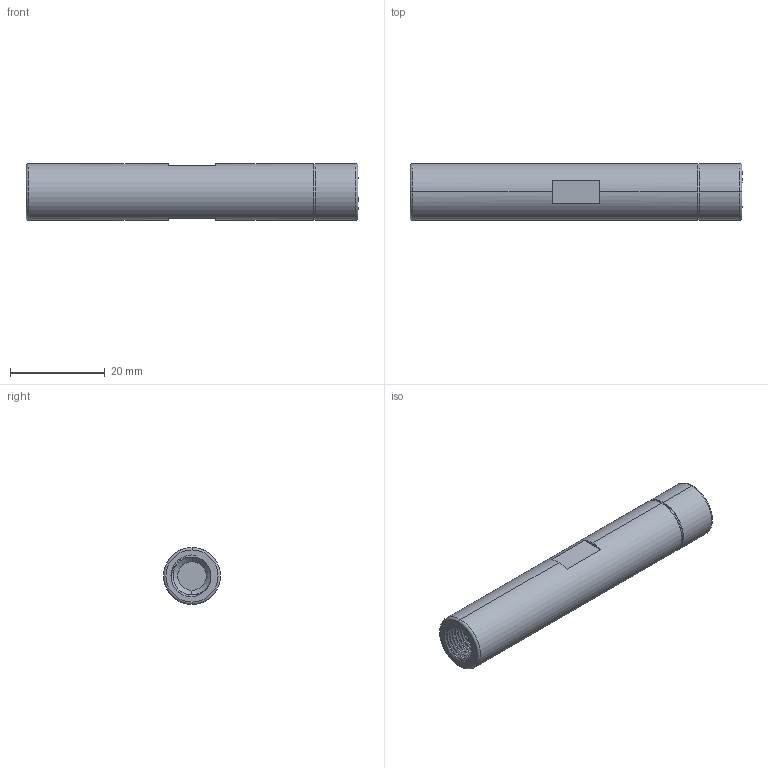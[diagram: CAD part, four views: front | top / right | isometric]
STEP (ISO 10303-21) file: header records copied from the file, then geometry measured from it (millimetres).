
FILE_DESCRIPTION (( 'STEP AP203' ), '1' );
FILE_NAME ('3D_GS5584_M8x70_188500601.STEP', '2024-09-24T09:58:32', ( '' ), ( '' ), 'SwSTEP 2.0', 'SolidWorks 2024', '' );
FILE_SCHEMA (( 'CONFIG_CONTROL_DESIGN' ));
Length unit declared in the file: millimetre
Products named in the file (1): 3D_GS5584_M8x70_188500601
Bounding box: 70 x 12 x 12 mm (x, y, z)
Volume: 4594.9 mm3; surface area: 5390 mm2
Topology: 1 solids, 1 shells, 182 faces, 516 edges, 340 vertices
Faces by surface type: cylinder 152, plane 14, bspline 8, cone 4, torus 4
Entity records: 19657 total; most frequent: CARTESIAN_POINT 15769, ORIENTED_EDGE 1032, DIRECTION 594, EDGE_CURVE 516, VERTEX_POINT 340, AXIS2_PLACEMENT_3D 215, EDGE_LOOP 186, ADVANCED_FACE 182
